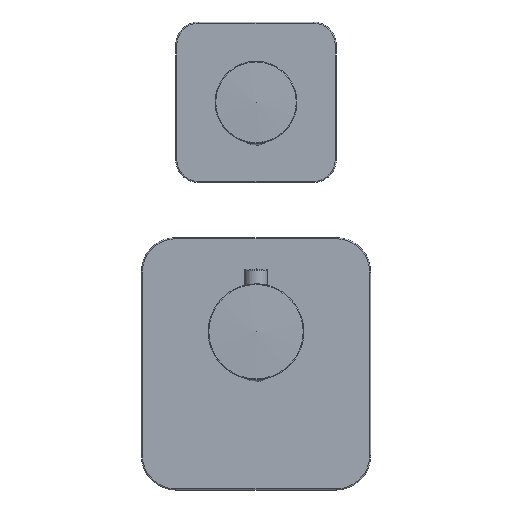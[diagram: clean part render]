
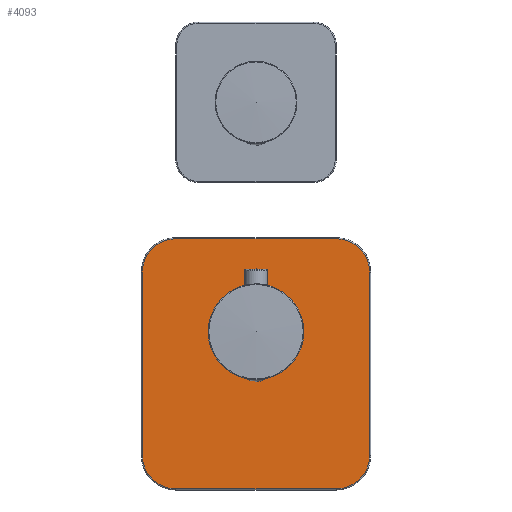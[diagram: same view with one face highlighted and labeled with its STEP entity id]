
A CAD part, front view. The second image highlights one B-rep face of the part: STEP entity #4093.
In plain terms, the highlighted planar face has unit normal (0, -1, 0).
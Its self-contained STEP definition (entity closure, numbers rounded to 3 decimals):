
#447=PLANE('',#4453);
#514=CIRCLE('',#4388,11.3);
#516=CIRCLE('',#4391,2.1);
#518=CIRCLE('',#4394,2.1);
#520=CIRCLE('',#4397,2.1);
#522=CIRCLE('',#4400,2.1);
#525=CIRCLE('',#4405,1.7);
#528=CIRCLE('',#4410,1.7);
#530=CIRCLE('',#4414,1.7);
#532=CIRCLE('',#4418,1.7);
#537=CIRCLE('',#4425,14.5);
#542=CIRCLE('',#4434,14.5);
#550=CIRCLE('',#4448,14.5);
#552=CIRCLE('',#4452,14.5);
#1040=ORIENTED_EDGE('',*,*,#1940,.T.);
#1041=ORIENTED_EDGE('',*,*,#1942,.F.);
#1042=ORIENTED_EDGE('',*,*,#1944,.F.);
#1043=ORIENTED_EDGE('',*,*,#1946,.F.);
#1044=ORIENTED_EDGE('',*,*,#1948,.F.);
#1045=ORIENTED_EDGE('',*,*,#1975,.T.);
#1046=ORIENTED_EDGE('',*,*,#2002,.T.);
#1047=ORIENTED_EDGE('',*,*,#2031,.T.);
#1048=ORIENTED_EDGE('',*,*,#2060,.T.);
#1049=ORIENTED_EDGE('',*,*,#2096,.T.);
#1050=ORIENTED_EDGE('',*,*,#2094,.T.);
#1051=ORIENTED_EDGE('',*,*,#2098,.T.);
#1052=ORIENTED_EDGE('',*,*,#2067,.T.);
#1053=ORIENTED_EDGE('',*,*,#2070,.T.);
#1054=ORIENTED_EDGE('',*,*,#2077,.T.);
#1055=ORIENTED_EDGE('',*,*,#2080,.T.);
#1056=ORIENTED_EDGE('',*,*,#2097,.T.);
#1940=EDGE_CURVE('',#2524,#2524,#514,.T.);
#1942=EDGE_CURVE('',#2526,#2526,#516,.T.);
#1944=EDGE_CURVE('',#2528,#2528,#518,.T.);
#1946=EDGE_CURVE('',#2530,#2530,#520,.T.);
#1948=EDGE_CURVE('',#2532,#2532,#522,.T.);
#1975=EDGE_CURVE('',#2549,#2549,#525,.T.);
#2002=EDGE_CURVE('',#2566,#2566,#528,.T.);
#2031=EDGE_CURVE('',#2585,#2585,#530,.T.);
#2060=EDGE_CURVE('',#2604,#2604,#532,.T.);
#2067=EDGE_CURVE('',#2609,#2610,#537,.T.);
#2070=EDGE_CURVE('',#2610,#2612,#2935,.T.);
#2077=EDGE_CURVE('',#2612,#2616,#542,.T.);
#2080=EDGE_CURVE('',#2616,#2618,#2940,.T.);
#2094=EDGE_CURVE('',#2626,#2627,#550,.T.);
#2096=EDGE_CURVE('',#2628,#2626,#2948,.T.);
#2097=EDGE_CURVE('',#2618,#2628,#552,.T.);
#2098=EDGE_CURVE('',#2627,#2609,#2949,.T.);
#2524=VERTEX_POINT('',#5790);
#2526=VERTEX_POINT('',#5795);
#2528=VERTEX_POINT('',#5800);
#2530=VERTEX_POINT('',#5805);
#2532=VERTEX_POINT('',#5810);
#2549=VERTEX_POINT('',#7191);
#2566=VERTEX_POINT('',#8577);
#2585=VERTEX_POINT('',#9969);
#2604=VERTEX_POINT('',#11361);
#2609=VERTEX_POINT('',#11373);
#2610=VERTEX_POINT('',#11375);
#2612=VERTEX_POINT('',#11381);
#2616=VERTEX_POINT('',#11395);
#2618=VERTEX_POINT('',#11401);
#2626=VERTEX_POINT('',#11427);
#2627=VERTEX_POINT('',#11429);
#2628=VERTEX_POINT('',#11433);
#2935=LINE('',#11382,#3082);
#2940=LINE('',#11402,#3087);
#2948=LINE('',#11434,#3095);
#2949=LINE('',#11438,#3096);
#3082=VECTOR('',#4937,1000.);
#3087=VECTOR('',#4960,1000.);
#3095=VECTOR('',#4996,1000.);
#3096=VECTOR('',#5003,1000.);
#3286=EDGE_LOOP('',(#1040));
#3287=EDGE_LOOP('',(#1041));
#3288=EDGE_LOOP('',(#1042));
#3289=EDGE_LOOP('',(#1043));
#3290=EDGE_LOOP('',(#1044));
#3291=EDGE_LOOP('',(#1045));
#3292=EDGE_LOOP('',(#1046));
#3293=EDGE_LOOP('',(#1047));
#3294=EDGE_LOOP('',(#1048));
#3295=EDGE_LOOP('',(#1049,#1050,#1051,#1052,#1053,#1054,#1055,#1056));
#3648=FACE_BOUND('',#3286,.T.);
#3649=FACE_BOUND('',#3287,.T.);
#3650=FACE_BOUND('',#3288,.T.);
#3651=FACE_BOUND('',#3289,.T.);
#3652=FACE_BOUND('',#3290,.T.);
#3653=FACE_BOUND('',#3291,.T.);
#3654=FACE_BOUND('',#3292,.T.);
#3655=FACE_BOUND('',#3293,.T.);
#3656=FACE_BOUND('',#3294,.T.);
#3657=FACE_BOUND('',#3295,.T.);
#4093=ADVANCED_FACE('',(#3648,#3649,#3650,#3651,#3652,#3653,#3654,#3655,
#3656,#3657),#447,.T.);
#4388=AXIS2_PLACEMENT_3D('',#5789,#4854,#4855);
#4391=AXIS2_PLACEMENT_3D('',#5794,#4860,#4861);
#4394=AXIS2_PLACEMENT_3D('',#5799,#4866,#4867);
#4397=AXIS2_PLACEMENT_3D('',#5804,#4872,#4873);
#4400=AXIS2_PLACEMENT_3D('',#5809,#4878,#4879);
#4405=AXIS2_PLACEMENT_3D('',#7190,#4888,#4889);
#4410=AXIS2_PLACEMENT_3D('',#8576,#4898,#4899);
#4414=AXIS2_PLACEMENT_3D('',#9968,#4906,#4907);
#4418=AXIS2_PLACEMENT_3D('',#11360,#4914,#4915);
#4425=AXIS2_PLACEMENT_3D('',#11376,#4930,#4931);
#4434=AXIS2_PLACEMENT_3D('',#11396,#4953,#4954);
#4448=AXIS2_PLACEMENT_3D('',#11430,#4990,#4991);
#4452=AXIS2_PLACEMENT_3D('',#11436,#4999,#5000);
#4453=AXIS2_PLACEMENT_3D('',#11437,#5001,#5002);
#4854=DIRECTION('',(0.,1.,0.));
#4855=DIRECTION('',(-1.,0.,0.));
#4860=DIRECTION('',(0.,-1.,0.));
#4861=DIRECTION('',(0.,0.,1.));
#4866=DIRECTION('',(0.,-1.,0.));
#4867=DIRECTION('',(1.,0.,0.));
#4872=DIRECTION('',(0.,-1.,0.));
#4873=DIRECTION('',(0.,0.,-1.));
#4878=DIRECTION('',(0.,-1.,0.));
#4879=DIRECTION('',(-1.,0.,0.));
#4888=DIRECTION('',(0.,1.,0.));
#4889=DIRECTION('',(1.,0.,0.));
#4898=DIRECTION('',(0.,1.,0.));
#4899=DIRECTION('',(1.,0.,0.));
#4906=DIRECTION('',(0.,1.,0.));
#4907=DIRECTION('',(1.,0.,0.));
#4914=DIRECTION('',(0.,1.,0.));
#4915=DIRECTION('',(1.,0.,0.));
#4930=DIRECTION('',(0.,-1.,0.));
#4931=DIRECTION('',(0.,0.,-1.));
#4937=DIRECTION('',(0.,0.,1.));
#4953=DIRECTION('',(0.,-1.,0.));
#4954=DIRECTION('',(1.,0.,0.));
#4960=DIRECTION('',(-1.,0.,0.));
#4990=DIRECTION('',(0.,-1.,0.));
#4991=DIRECTION('',(-1.,0.,0.));
#4996=DIRECTION('',(0.,0.,-1.));
#4999=DIRECTION('',(0.,-1.,0.));
#5000=DIRECTION('',(0.,0.,1.));
#5001=DIRECTION('',(0.,-1.,0.));
#5002=DIRECTION('',(1.,0.,0.));
#5003=DIRECTION('',(1.,0.,0.));
#5789=CARTESIAN_POINT('',(0.,-4.,69.));
#5790=CARTESIAN_POINT('',(-11.3,-4.,69.));
#5794=CARTESIAN_POINT('',(15.,-4.,69.));
#5795=CARTESIAN_POINT('',(15.,-4.,71.1));
#5799=CARTESIAN_POINT('',(0.,-4.,54.));
#5800=CARTESIAN_POINT('',(2.1,-4.,54.));
#5804=CARTESIAN_POINT('',(-15.,-4.,69.));
#5805=CARTESIAN_POINT('',(-15.,-4.,66.9));
#5809=CARTESIAN_POINT('',(0.,-4.,84.));
#5810=CARTESIAN_POINT('',(-2.1,-4.,84.));
#7190=CARTESIAN_POINT('',(10.3,-4.,58.7));
#7191=CARTESIAN_POINT('',(12.,-4.,58.7));
#8576=CARTESIAN_POINT('',(-10.3,-4.,79.3));
#8577=CARTESIAN_POINT('',(-8.6,-4.,79.3));
#9968=CARTESIAN_POINT('',(-10.3,-4.,58.7));
#9969=CARTESIAN_POINT('',(-8.6,-4.,58.7));
#11360=CARTESIAN_POINT('',(10.3,-4.,79.3));
#11361=CARTESIAN_POINT('',(12.,-4.,79.3));
#11373=CARTESIAN_POINT('',(35.,-4.,0.5));
#11375=CARTESIAN_POINT('',(49.5,-4.,15.));
#11376=CARTESIAN_POINT('',(35.,-4.,15.));
#11381=CARTESIAN_POINT('',(49.5,-4.,95.));
#11382=CARTESIAN_POINT('',(49.5,-4.,15.));
#11395=CARTESIAN_POINT('',(35.,-4.,109.5));
#11396=CARTESIAN_POINT('',(35.,-4.,95.));
#11401=CARTESIAN_POINT('',(-35.,-4.,109.5));
#11402=CARTESIAN_POINT('',(35.,-4.,109.5));
#11427=CARTESIAN_POINT('',(-49.5,-4.,15.));
#11429=CARTESIAN_POINT('',(-35.,-4.,0.5));
#11430=CARTESIAN_POINT('',(-35.,-4.,15.));
#11433=CARTESIAN_POINT('',(-49.5,-4.,95.));
#11434=CARTESIAN_POINT('',(-49.5,-4.,95.));
#11436=CARTESIAN_POINT('',(-35.,-4.,95.));
#11437=CARTESIAN_POINT('',(0.,-4.,0.));
#11438=CARTESIAN_POINT('',(-35.,-4.,0.5));
